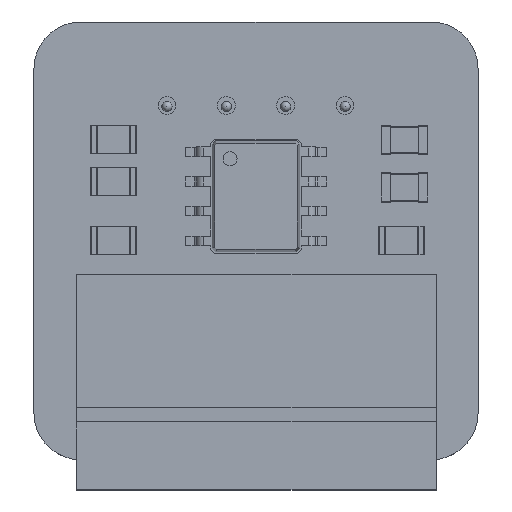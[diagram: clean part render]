
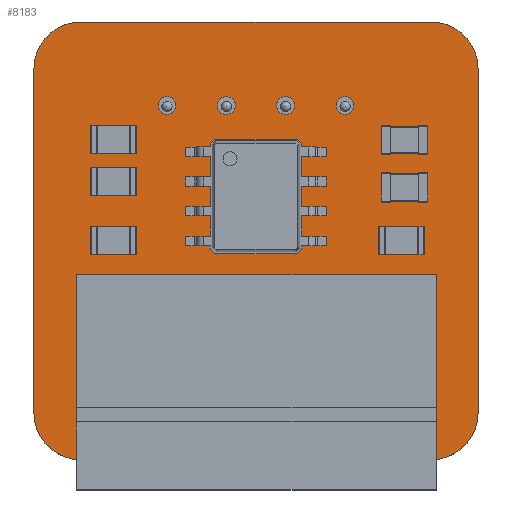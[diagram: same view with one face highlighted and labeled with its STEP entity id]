
A CAD part, top view. The second image highlights one B-rep face of the part: STEP entity #8183.
In plain terms, the highlighted planar face has unit normal (0, 0, 1).
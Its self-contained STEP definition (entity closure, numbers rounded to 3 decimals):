
#329=CIRCLE('',#8849,2.);
#331=CIRCLE('',#8852,2.);
#342=CIRCLE('',#8865,2.);
#343=CIRCLE('',#8866,2.);
#344=CIRCLE('',#8867,0.381);
#345=CIRCLE('',#8868,0.381);
#346=CIRCLE('',#8869,0.381);
#347=CIRCLE('',#8870,0.6);
#348=CIRCLE('',#8871,0.6);
#349=CIRCLE('',#8872,0.6);
#350=CIRCLE('',#8873,0.381);
#351=CIRCLE('',#8874,0.6);
#388=FACE_BOUND('',#1273,.T.);
#389=FACE_BOUND('',#1274,.T.);
#390=FACE_BOUND('',#1275,.T.);
#391=FACE_BOUND('',#1276,.T.);
#392=FACE_BOUND('',#1277,.T.);
#393=FACE_BOUND('',#1278,.T.);
#394=FACE_BOUND('',#1279,.T.);
#395=FACE_BOUND('',#1280,.T.);
#809=FACE_OUTER_BOUND('',#1272,.T.);
#1272=EDGE_LOOP('',(#6977,#6978,#6979,#6980,#6981,#6982,#6983,#6984));
#1273=EDGE_LOOP('',(#6985));
#1274=EDGE_LOOP('',(#6986));
#1275=EDGE_LOOP('',(#6987));
#1276=EDGE_LOOP('',(#6988));
#1277=EDGE_LOOP('',(#6989));
#1278=EDGE_LOOP('',(#6990));
#1279=EDGE_LOOP('',(#6991));
#1280=EDGE_LOOP('',(#6992));
#2180=LINE('',#13190,#3087);
#2186=LINE('',#13231,#3093);
#2187=LINE('',#13235,#3094);
#2188=LINE('',#13238,#3095);
#3087=VECTOR('',#10938,1.);
#3093=VECTOR('',#10980,1.);
#3094=VECTOR('',#10983,1.);
#3095=VECTOR('',#10986,1.);
#3771=VERTEX_POINT('',#13184);
#3773=VERTEX_POINT('',#13188);
#3775=VERTEX_POINT('',#13193);
#3777=VERTEX_POINT('',#13200);
#3790=VERTEX_POINT('',#13230);
#3791=VERTEX_POINT('',#13232);
#3792=VERTEX_POINT('',#13234);
#3793=VERTEX_POINT('',#13236);
#3794=VERTEX_POINT('',#13239);
#3795=VERTEX_POINT('',#13241);
#3796=VERTEX_POINT('',#13243);
#3797=VERTEX_POINT('',#13245);
#3798=VERTEX_POINT('',#13247);
#3799=VERTEX_POINT('',#13249);
#3800=VERTEX_POINT('',#13251);
#3801=VERTEX_POINT('',#13253);
#4838=EDGE_CURVE('',#3771,#3773,#2180,.T.);
#4841=EDGE_CURVE('',#3775,#3771,#329,.T.);
#4844=EDGE_CURVE('',#3773,#3777,#331,.T.);
#4858=EDGE_CURVE('',#3777,#3790,#2186,.T.);
#4859=EDGE_CURVE('',#3790,#3791,#342,.T.);
#4860=EDGE_CURVE('',#3791,#3792,#2187,.T.);
#4861=EDGE_CURVE('',#3792,#3793,#343,.T.);
#4862=EDGE_CURVE('',#3793,#3775,#2188,.T.);
#4863=EDGE_CURVE('',#3794,#3794,#344,.T.);
#4864=EDGE_CURVE('',#3795,#3795,#345,.T.);
#4865=EDGE_CURVE('',#3796,#3796,#346,.T.);
#4866=EDGE_CURVE('',#3797,#3797,#347,.T.);
#4867=EDGE_CURVE('',#3798,#3798,#348,.T.);
#4868=EDGE_CURVE('',#3799,#3799,#349,.T.);
#4869=EDGE_CURVE('',#3800,#3800,#350,.T.);
#4870=EDGE_CURVE('',#3801,#3801,#351,.T.);
#6977=ORIENTED_EDGE('',*,*,#4838,.T.);
#6978=ORIENTED_EDGE('',*,*,#4844,.T.);
#6979=ORIENTED_EDGE('',*,*,#4858,.T.);
#6980=ORIENTED_EDGE('',*,*,#4859,.T.);
#6981=ORIENTED_EDGE('',*,*,#4860,.T.);
#6982=ORIENTED_EDGE('',*,*,#4861,.T.);
#6983=ORIENTED_EDGE('',*,*,#4862,.T.);
#6984=ORIENTED_EDGE('',*,*,#4841,.T.);
#6985=ORIENTED_EDGE('',*,*,#4863,.F.);
#6986=ORIENTED_EDGE('',*,*,#4864,.F.);
#6987=ORIENTED_EDGE('',*,*,#4865,.F.);
#6988=ORIENTED_EDGE('',*,*,#4866,.F.);
#6989=ORIENTED_EDGE('',*,*,#4867,.F.);
#6990=ORIENTED_EDGE('',*,*,#4868,.F.);
#6991=ORIENTED_EDGE('',*,*,#4869,.F.);
#6992=ORIENTED_EDGE('',*,*,#4870,.F.);
#7379=PLANE('',#8864);
#8183=ADVANCED_FACE('',(#809,#388,#389,#390,#391,#392,#393,#394,#395),#7379,
 .T.);
#8849=AXIS2_PLACEMENT_3D('',#13196,#10944,#10945);
#8852=AXIS2_PLACEMENT_3D('',#13202,#10951,#10952);
#8864=AXIS2_PLACEMENT_3D('',#13229,#10978,#10979);
#8865=AXIS2_PLACEMENT_3D('',#13233,#10981,#10982);
#8866=AXIS2_PLACEMENT_3D('',#13237,#10984,#10985);
#8867=AXIS2_PLACEMENT_3D('',#13240,#10987,#10988);
#8868=AXIS2_PLACEMENT_3D('',#13242,#10989,#10990);
#8869=AXIS2_PLACEMENT_3D('',#13244,#10991,#10992);
#8870=AXIS2_PLACEMENT_3D('',#13246,#10993,#10994);
#8871=AXIS2_PLACEMENT_3D('',#13248,#10995,#10996);
#8872=AXIS2_PLACEMENT_3D('',#13250,#10997,#10998);
#8873=AXIS2_PLACEMENT_3D('',#13252,#10999,#11000);
#8874=AXIS2_PLACEMENT_3D('',#13254,#11001,#11002);
#10938=DIRECTION('',(1.,0.,0.));
#10944=DIRECTION('center_axis',(0.,0.,1.));
#10945=DIRECTION('ref_axis',(1.,0.,0.));
#10951=DIRECTION('center_axis',(0.,0.,1.));
#10952=DIRECTION('ref_axis',(1.,0.,0.));
#10978=DIRECTION('center_axis',(0.,0.,1.));
#10979=DIRECTION('ref_axis',(1.,0.,0.));
#10980=DIRECTION('',(0.,1.,0.));
#10981=DIRECTION('center_axis',(0.,0.,1.));
#10982=DIRECTION('ref_axis',(1.,0.,0.));
#10983=DIRECTION('',(-1.,0.,0.));
#10984=DIRECTION('center_axis',(0.,0.,1.));
#10985=DIRECTION('ref_axis',(1.,0.,0.));
#10986=DIRECTION('',(0.,-1.,0.));
#10987=DIRECTION('center_axis',(0.,0.,1.));
#10988=DIRECTION('ref_axis',(1.,0.,0.));
#10989=DIRECTION('center_axis',(0.,0.,1.));
#10990=DIRECTION('ref_axis',(1.,0.,0.));
#10991=DIRECTION('center_axis',(0.,0.,1.));
#10992=DIRECTION('ref_axis',(1.,0.,0.));
#10993=DIRECTION('center_axis',(0.,0.,1.));
#10994=DIRECTION('ref_axis',(1.,0.,0.));
#10995=DIRECTION('center_axis',(0.,0.,1.));
#10996=DIRECTION('ref_axis',(1.,0.,0.));
#10997=DIRECTION('center_axis',(0.,0.,1.));
#10998=DIRECTION('ref_axis',(1.,0.,0.));
#10999=DIRECTION('center_axis',(0.,0.,1.));
#11000=DIRECTION('ref_axis',(1.,0.,0.));
#11001=DIRECTION('center_axis',(0.,0.,1.));
#11002=DIRECTION('ref_axis',(1.,0.,0.));
#13184=CARTESIAN_POINT('',(141.001,-114.369,1.6));
#13188=CARTESIAN_POINT('',(156.001,-114.369,1.6));
#13190=CARTESIAN_POINT('',(141.001,-114.369,1.6));
#13193=CARTESIAN_POINT('',(139.001,-112.369,1.6));
#13196=CARTESIAN_POINT('Origin',(141.001,-112.369,1.6));
#13200=CARTESIAN_POINT('',(158.001,-112.369,1.6));
#13202=CARTESIAN_POINT('Origin',(156.001,-112.369,1.6));
#13229=CARTESIAN_POINT('Origin',(148.501,-105.004,1.6));
#13230=CARTESIAN_POINT('',(158.001,-97.639,1.6));
#13231=CARTESIAN_POINT('',(158.001,-112.369,1.6));
#13232=CARTESIAN_POINT('',(156.001,-95.639,1.6));
#13233=CARTESIAN_POINT('Origin',(156.001,-97.639,1.6));
#13234=CARTESIAN_POINT('',(141.001,-95.639,1.6));
#13235=CARTESIAN_POINT('',(156.001,-95.639,1.6));
#13236=CARTESIAN_POINT('',(139.001,-97.639,1.6));
#13237=CARTESIAN_POINT('Origin',(141.001,-97.639,1.6));
#13238=CARTESIAN_POINT('',(139.001,-97.639,1.6));
#13239=CARTESIAN_POINT('',(149.39,-99.212,1.6));
#13240=CARTESIAN_POINT('Origin',(149.771,-99.212,1.6));
#13241=CARTESIAN_POINT('',(151.93,-99.212,1.6));
#13242=CARTESIAN_POINT('Origin',(152.311,-99.212,1.6));
#13243=CARTESIAN_POINT('',(146.85,-99.212,1.6));
#13244=CARTESIAN_POINT('Origin',(147.231,-99.212,1.6));
#13245=CARTESIAN_POINT('',(146.144,-107.648,1.6));
#13246=CARTESIAN_POINT('Origin',(146.744,-107.648,1.6));
#13247=CARTESIAN_POINT('',(149.644,-107.648,1.6));
#13248=CARTESIAN_POINT('Origin',(150.244,-107.648,1.6));
#13249=CARTESIAN_POINT('',(142.644,-107.648,1.6));
#13250=CARTESIAN_POINT('Origin',(143.244,-107.648,1.6));
#13251=CARTESIAN_POINT('',(144.31,-99.212,1.6));
#13252=CARTESIAN_POINT('Origin',(144.691,-99.212,1.6));
#13253=CARTESIAN_POINT('',(153.144,-107.648,1.6));
#13254=CARTESIAN_POINT('Origin',(153.744,-107.648,1.6));
